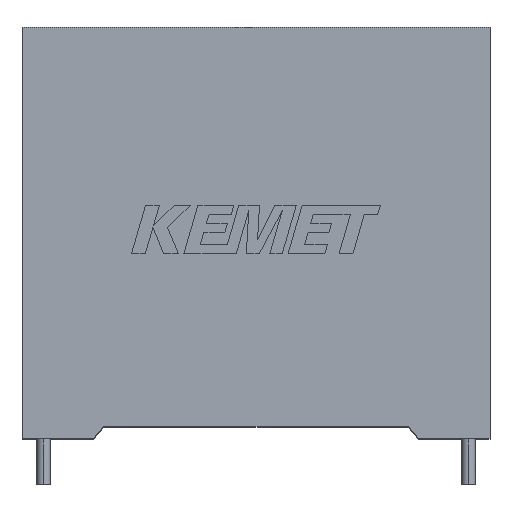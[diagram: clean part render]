
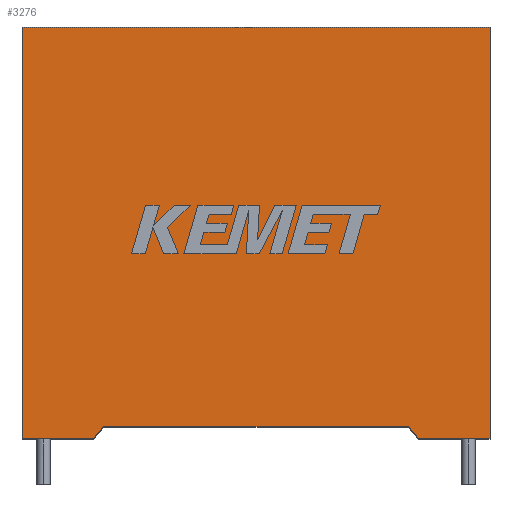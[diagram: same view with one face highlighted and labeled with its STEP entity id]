
A CAD part, top view. The second image highlights one B-rep face of the part: STEP entity #3276.
In plain terms, the highlighted planar face has unit normal (0, 0, 1).
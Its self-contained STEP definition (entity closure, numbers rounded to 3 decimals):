
#4 = LINE ( 'NONE', #3297, #1584 ) ;
#17 = EDGE_CURVE ( 'NONE', #417, #2154, #491, .T. ) ;
#19 = AXIS2_PLACEMENT_3D ( 'NONE', #3115, #2878, #2093 ) ;
#114 = VERTEX_POINT ( 'NONE', #545 ) ;
#121 = LINE ( 'NONE', #225, #1795 ) ;
#158 = ORIENTED_EDGE ( 'NONE', *, *, #164, .T. ) ;
#164 = EDGE_CURVE ( 'NONE', #362, #273, #2394, .T. ) ;
#225 = CARTESIAN_POINT ( 'NONE',  ( 0., 0., 27.3 ) ) ;
#242 = ORIENTED_EDGE ( 'NONE', *, *, #17, .T. ) ;
#273 = VERTEX_POINT ( 'NONE', #2462 ) ;
#287 = EDGE_LOOP ( 'NONE', ( #1785, #3402, #242, #1327, #158, #920, #2033, #526 ) ) ;
#362 = VERTEX_POINT ( 'NONE', #431 ) ;
#417 = VERTEX_POINT ( 'NONE', #723 ) ;
#431 = CARTESIAN_POINT ( 'NONE',  ( 41.3, 36.3, 27.3 ) ) ;
#459 = VERTEX_POINT ( 'NONE', #1643 ) ;
#483 = VECTOR ( 'NONE', #2055, 1000. ) ;
#491 = LINE ( 'NONE', #1530, #1497 ) ;
#526 = ORIENTED_EDGE ( 'NONE', *, *, #798, .F. ) ;
#545 = CARTESIAN_POINT ( 'NONE',  ( 7.2, 1.067, 27.3 ) ) ;
#644 = LINE ( 'NONE', #2010, #483 ) ;
#709 = VERTEX_POINT ( 'NONE', #1193 ) ;
#723 = CARTESIAN_POINT ( 'NONE',  ( 35., 0., 27.3 ) ) ;
#798 = EDGE_CURVE ( 'NONE', #114, #1654, #644, .T. ) ;
#830 = VECTOR ( 'NONE', #1394, 1000. ) ;
#846 = DIRECTION ( 'NONE',  ( 0., -1., 0. ) ) ;
#920 = ORIENTED_EDGE ( 'NONE', *, *, #3097, .T. ) ;
#997 = VECTOR ( 'NONE', #1298, 1000. ) ;
#1193 = CARTESIAN_POINT ( 'NONE',  ( 0., 0., 27.3 ) ) ;
#1280 = CARTESIAN_POINT ( 'NONE',  ( 34.1, 1.067, 27.3 ) ) ;
#1295 = DIRECTION ( 'NONE',  ( 0.645, -0.764, 0. ) ) ;
#1298 = DIRECTION ( 'NONE',  ( 1., 0., 0. ) ) ;
#1307 = EDGE_CURVE ( 'NONE', #709, #1654, #1686, .T. ) ;
#1327 = ORIENTED_EDGE ( 'NONE', *, *, #2938, .T. ) ;
#1394 = DIRECTION ( 'NONE',  ( -1., 0., 0. ) ) ;
#1395 = LINE ( 'NONE', #1280, #2493 ) ;
#1497 = VECTOR ( 'NONE', #1804, 1000. ) ;
#1530 = CARTESIAN_POINT ( 'NONE',  ( 0., 0., 27.3 ) ) ;
#1584 = VECTOR ( 'NONE', #2784, 1000. ) ;
#1616 = CARTESIAN_POINT ( 'NONE',  ( 0., 36.3, 27.3 ) ) ;
#1643 = CARTESIAN_POINT ( 'NONE',  ( 34.1, 1.067, 27.3 ) ) ;
#1654 = VERTEX_POINT ( 'NONE', #1700 ) ;
#1671 = CARTESIAN_POINT ( 'NONE',  ( 41.3, 0., 27.3 ) ) ;
#1686 = LINE ( 'NONE', #2600, #997 ) ;
#1700 = CARTESIAN_POINT ( 'NONE',  ( 6.3, 0., 27.3 ) ) ;
#1785 = ORIENTED_EDGE ( 'NONE', *, *, #1817, .F. ) ;
#1795 = VECTOR ( 'NONE', #846, 1000. ) ;
#1804 = DIRECTION ( 'NONE',  ( 1., 0., 0. ) ) ;
#1817 = EDGE_CURVE ( 'NONE', #459, #114, #3083, .T. ) ;
#1833 = PLANE ( 'NONE',  #19 ) ;
#1859 = EDGE_CURVE ( 'NONE', #459, #417, #1395, .T. ) ;
#2010 = CARTESIAN_POINT ( 'NONE',  ( 7.2, 1.067, 27.3 ) ) ;
#2033 = ORIENTED_EDGE ( 'NONE', *, *, #1307, .T. ) ;
#2055 = DIRECTION ( 'NONE',  ( -0.645, -0.764, 0. ) ) ;
#2093 = DIRECTION ( 'NONE',  ( -1., 0., 0. ) ) ;
#2154 = VERTEX_POINT ( 'NONE', #1671 ) ;
#2394 = LINE ( 'NONE', #1616, #830 ) ;
#2462 = CARTESIAN_POINT ( 'NONE',  ( 0., 36.3, 27.3 ) ) ;
#2493 = VECTOR ( 'NONE', #1295, 1000. ) ;
#2496 = VECTOR ( 'NONE', #3066, 1000. ) ;
#2600 = CARTESIAN_POINT ( 'NONE',  ( 0., 0., 27.3 ) ) ;
#2602 = FACE_OUTER_BOUND ( 'NONE', #287, .T. ) ;
#2784 = DIRECTION ( 'NONE',  ( 0., 1., 0. ) ) ;
#2878 = DIRECTION ( 'NONE',  ( 0., 0., -1. ) ) ;
#2938 = EDGE_CURVE ( 'NONE', #2154, #362, #4, .T. ) ;
#3066 = DIRECTION ( 'NONE',  ( -1., 0., 0. ) ) ;
#3081 = CARTESIAN_POINT ( 'NONE',  ( 20.65, 1.067, 27.3 ) ) ;
#3083 = LINE ( 'NONE', #3081, #2496 ) ;
#3097 = EDGE_CURVE ( 'NONE', #273, #709, #121, .T. ) ;
#3115 = CARTESIAN_POINT ( 'NONE',  ( 0., 0., 27.3 ) ) ;
#3276 = ADVANCED_FACE ( 'NONE', ( #2602 ), #1833, .F. ) ;
#3297 = CARTESIAN_POINT ( 'NONE',  ( 41.3, 0., 27.3 ) ) ;
#3402 = ORIENTED_EDGE ( 'NONE', *, *, #1859, .T. ) ;
